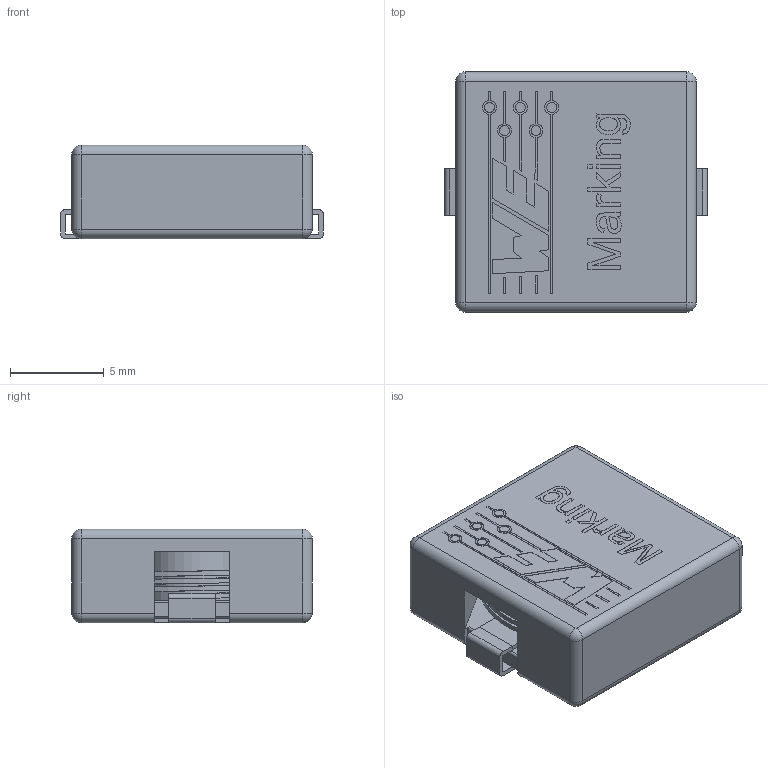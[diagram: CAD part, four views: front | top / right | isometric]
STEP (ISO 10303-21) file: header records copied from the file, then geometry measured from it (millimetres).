
FILE_DESCRIPTION(/* description */ ('Unknown'),/* implementation_level */ '2;1');
FILE_NAME(/* name */ 'L_Wurth_WE-HCI_1350',/* time_stamp */ '2022-03-08T10:14:46+08:00',/* author */ ('Unknown'),/* organization */ ('Unknown'),/* preprocessor_version */ 'ST-DEVELOPER v16.7',/* originating_system */ 'Solid Edge',/* authorisation */ 'Unknown');
FILE_SCHEMA (('AUTOMOTIVE_DESIGN {1 0 10303 214 3 1 1}'));
Length unit declared in the file: millimetre
Products named in the file (2): L_Wurth_WE-HCI_1350
Assembly tree (1 placements, depth 2):
  L_Wurth_WE-HCI_1350
    L_Wurth_WE-HCI_1350
Bounding box: 14 x 12.8 x 5 mm (x, y, z)
Volume: 663.5 mm3; surface area: 1345.5 mm2
Topology: 1 solids, 1 shells, 284 faces, 777 edges, 498 vertices
Faces by surface type: plane 190, cylinder 67, bspline 19, sphere 8
Full cylindrical faces by diameter (mm): 0.525 x5, 5.2 x1
Entity records: 12430 total; most frequent: CARTESIAN_POINT 3446, ORIENTED_EDGE 1524, DIRECTION 1295, EDGE_CURVE 762, LINE 557, VECTOR 557, VERTEX_POINT 498, AXIS2_PLACEMENT_3D 369
